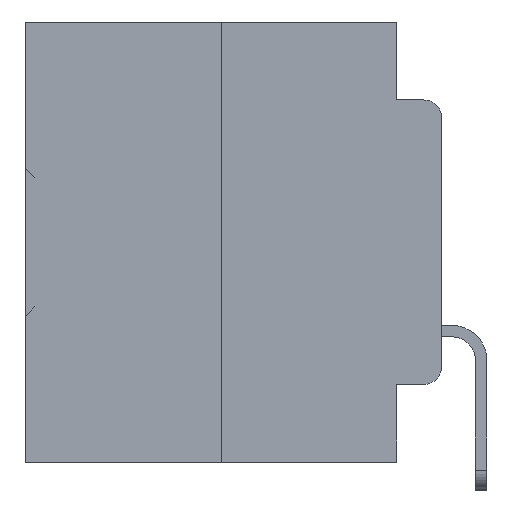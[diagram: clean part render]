
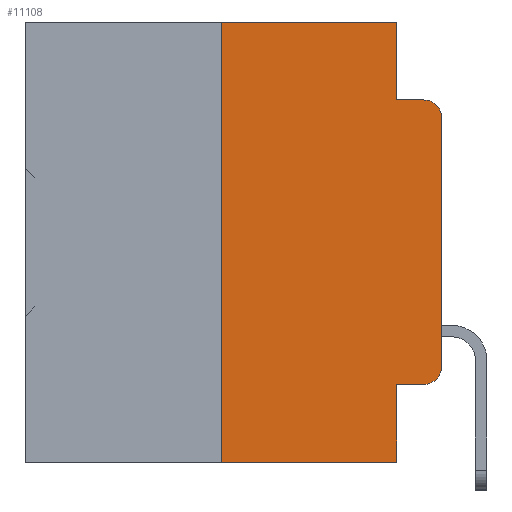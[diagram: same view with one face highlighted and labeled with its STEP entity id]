
A CAD part, left-side view. The second image highlights one B-rep face of the part: STEP entity #11108.
In plain terms, the highlighted planar face has unit normal (-1, 0, 0).
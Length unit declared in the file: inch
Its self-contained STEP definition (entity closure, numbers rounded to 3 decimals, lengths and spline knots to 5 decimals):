
#10 = DIRECTION ( 'NONE',  ( 0., -1., 0. ) ) ;
#84 = CARTESIAN_POINT ( 'NONE',  ( 0., 0.051, 0. ) ) ;
#463 = VERTEX_POINT ( 'NONE', #11750 ) ;
#636 = VERTEX_POINT ( 'NONE', #21338 ) ;
#1874 = ORIENTED_EDGE ( 'NONE', *, *, #19436, .T. ) ;
#2033 = CARTESIAN_POINT ( 'NONE',  ( 0., 0.02, -0.4115 ) ) ;
#2595 = CARTESIAN_POINT ( 'NONE',  ( 0., 0.25, 0. ) ) ;
#3259 = DIRECTION ( 'NONE',  ( 0., 0., -1. ) ) ;
#3362 = CARTESIAN_POINT ( 'NONE',  ( 0., 0.473, 0. ) ) ;
#3910 = EDGE_CURVE ( 'NONE', #4305, #24453, #21925, .T. ) ;
#4305 = VERTEX_POINT ( 'NONE', #8258 ) ;
#5362 = VECTOR ( 'NONE', #12519, 39.37008 ) ;
#5838 = ORIENTED_EDGE ( 'NONE', *, *, #36213, .T. ) ;
#6440 = DIRECTION ( 'NONE',  ( 1., 0., 0. ) ) ;
#7230 = CIRCLE ( 'NONE', #33273, 0.02 ) ;
#7251 = VERTEX_POINT ( 'NONE', #17306 ) ;
#7883 = VERTEX_POINT ( 'NONE', #2033 ) ;
#8258 = CARTESIAN_POINT ( 'NONE',  ( 0., 0.25, 0. ) ) ;
#8818 = EDGE_CURVE ( 'NONE', #7251, #30879, #29396, .T. ) ;
#9376 = VERTEX_POINT ( 'NONE', #33709 ) ;
#9527 = VECTOR ( 'NONE', #22370, 39.37008 ) ;
#10473 = LINE ( 'NONE', #19464, #9527 ) ;
#10589 = AXIS2_PLACEMENT_3D ( 'NONE', #16599, #36115, #19458 ) ;
#11108 = ADVANCED_FACE ( 'NONE', ( #26155 ), #21062, .F. ) ;
#11750 = CARTESIAN_POINT ( 'NONE',  ( 0., 0.25, -0.5 ) ) ;
#11905 = VERTEX_POINT ( 'NONE', #21653 ) ;
#12519 = DIRECTION ( 'NONE',  ( 0., -1., 0. ) ) ;
#13554 = CARTESIAN_POINT ( 'NONE',  ( 0., 0.051, -0.0885 ) ) ;
#14053 = DIRECTION ( 'NONE',  ( -1., 0., 0. ) ) ;
#14177 = VECTOR ( 'NONE', #33290, 39.37008 ) ;
#14479 = CARTESIAN_POINT ( 'NONE',  ( 0., 0., -0.3915 ) ) ;
#14679 = VECTOR ( 'NONE', #10, 39.37008 ) ;
#14826 = EDGE_CURVE ( 'NONE', #24453, #7251, #22331, .T. ) ;
#16038 = CARTESIAN_POINT ( 'NONE',  ( 0., 0.051, -0.4115 ) ) ;
#16599 = CARTESIAN_POINT ( 'NONE',  ( 0., 0.02, -0.3915 ) ) ;
#16827 = EDGE_CURVE ( 'NONE', #463, #4305, #29225, .T. ) ;
#17306 = CARTESIAN_POINT ( 'NONE',  ( 0., 0.051, -0.0885 ) ) ;
#18264 = ORIENTED_EDGE ( 'NONE', *, *, #14826, .F. ) ;
#19436 = EDGE_CURVE ( 'NONE', #34425, #9376, #27201, .T. ) ;
#19458 = DIRECTION ( 'NONE',  ( 0., 0., -1. ) ) ;
#19464 = CARTESIAN_POINT ( 'NONE',  ( 0., 0.051, 0. ) ) ;
#19738 = CARTESIAN_POINT ( 'NONE',  ( 0., 0., 0. ) ) ;
#20363 = DIRECTION ( 'NONE',  ( 0., 0., 1. ) ) ;
#21009 = ORIENTED_EDGE ( 'NONE', *, *, #33285, .T. ) ;
#21062 = PLANE ( 'NONE',  #23355 ) ;
#21266 = VECTOR ( 'NONE', #30158, 39.37008 ) ;
#21338 = CARTESIAN_POINT ( 'NONE',  ( 0., 0.051, -0.4115 ) ) ;
#21653 = CARTESIAN_POINT ( 'NONE',  ( 0., 0.051, -0.5 ) ) ;
#21699 = VECTOR ( 'NONE', #20363, 39.37008 ) ;
#21925 = LINE ( 'NONE', #32374, #5362 ) ;
#22331 = LINE ( 'NONE', #84, #28951 ) ;
#22370 = DIRECTION ( 'NONE',  ( 0., 0., -1. ) ) ;
#23355 = AXIS2_PLACEMENT_3D ( 'NONE', #3362, #6440, #26832 ) ;
#24453 = VERTEX_POINT ( 'NONE', #33184 ) ;
#24475 = EDGE_CURVE ( 'NONE', #636, #11905, #10473, .T. ) ;
#25382 = ORIENTED_EDGE ( 'NONE', *, *, #8818, .F. ) ;
#26143 = ORIENTED_EDGE ( 'NONE', *, *, #3910, .F. ) ;
#26155 = FACE_OUTER_BOUND ( 'NONE', #34660, .T. ) ;
#26382 = EDGE_CURVE ( 'NONE', #636, #7883, #36028, .T. ) ;
#26560 = ORIENTED_EDGE ( 'NONE', *, *, #37338, .T. ) ;
#26832 = DIRECTION ( 'NONE',  ( 0., 0., -1. ) ) ;
#27201 = LINE ( 'NONE', #19738, #33636 ) ;
#27778 = CARTESIAN_POINT ( 'NONE',  ( 0., 0.02, -0.0885 ) ) ;
#28050 = ORIENTED_EDGE ( 'NONE', *, *, #16827, .F. ) ;
#28951 = VECTOR ( 'NONE', #3259, 39.37008 ) ;
#29225 = LINE ( 'NONE', #2595, #21699 ) ;
#29396 = LINE ( 'NONE', #13554, #14177 ) ;
#30158 = DIRECTION ( 'NONE',  ( 0., -1., 0. ) ) ;
#30879 = VERTEX_POINT ( 'NONE', #27778 ) ;
#30963 = DIRECTION ( 'NONE',  ( 0., 0., 1. ) ) ;
#31051 = CIRCLE ( 'NONE', #10589, 0.02 ) ;
#31135 = CARTESIAN_POINT ( 'NONE',  ( 0., 0.02, -0.1085 ) ) ;
#31536 = ORIENTED_EDGE ( 'NONE', *, *, #24475, .F. ) ;
#32374 = CARTESIAN_POINT ( 'NONE',  ( 0., 0.473, 0. ) ) ;
#32406 = LINE ( 'NONE', #34799, #14679 ) ;
#33184 = CARTESIAN_POINT ( 'NONE',  ( 0., 0.051, 0. ) ) ;
#33273 = AXIS2_PLACEMENT_3D ( 'NONE', #31135, #14053, #33850 ) ;
#33285 = EDGE_CURVE ( 'NONE', #463, #11905, #32406, .T. ) ;
#33290 = DIRECTION ( 'NONE',  ( 0., -1., 0. ) ) ;
#33636 = VECTOR ( 'NONE', #30963, 39.37008 ) ;
#33709 = CARTESIAN_POINT ( 'NONE',  ( 0., 0., -0.1085 ) ) ;
#33850 = DIRECTION ( 'NONE',  ( 0., 0., -1. ) ) ;
#34425 = VERTEX_POINT ( 'NONE', #14479 ) ;
#34426 = ORIENTED_EDGE ( 'NONE', *, *, #26382, .T. ) ;
#34660 = EDGE_LOOP ( 'NONE', ( #1874, #5838, #25382, #18264, #26143, #28050, #21009, #31536, #34426, #26560 ) ) ;
#34799 = CARTESIAN_POINT ( 'NONE',  ( 0., 0.473, -0.5 ) ) ;
#36028 = LINE ( 'NONE', #16038, #21266 ) ;
#36115 = DIRECTION ( 'NONE',  ( -1., 0., 0. ) ) ;
#36213 = EDGE_CURVE ( 'NONE', #9376, #30879, #7230, .T. ) ;
#37338 = EDGE_CURVE ( 'NONE', #7883, #34425, #31051, .T. ) ;
